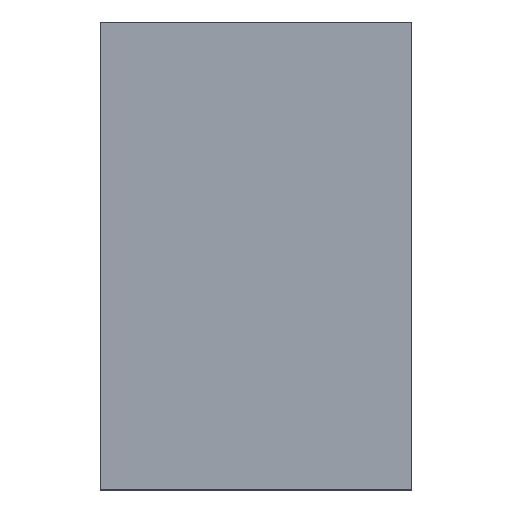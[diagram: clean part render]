
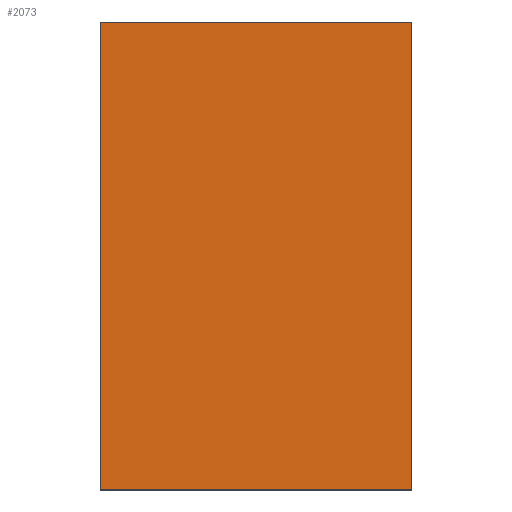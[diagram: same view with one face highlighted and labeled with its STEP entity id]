
A CAD part, top view. The second image highlights one B-rep face of the part: STEP entity #2073.
In plain terms, the highlighted face is planar.
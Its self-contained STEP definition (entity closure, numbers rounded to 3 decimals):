
#740=DIRECTION('',(0.,0.,1.));
#741=VECTOR('',#740,3.);
#742=CARTESIAN_POINT('',(-1.,0.75,-1.5));
#743=LINE('',#742,#741);
#747=DIRECTION('',(-1.,0.,0.));
#748=VECTOR('',#747,2.);
#749=CARTESIAN_POINT('',(1.,0.75,-1.5));
#750=LINE('',#749,#748);
#754=DIRECTION('',(0.,0.,-1.));
#755=VECTOR('',#754,3.);
#756=CARTESIAN_POINT('',(1.,0.75,1.5));
#757=LINE('',#756,#755);
#761=DIRECTION('',(1.,0.,0.));
#762=VECTOR('',#761,2.);
#763=CARTESIAN_POINT('',(-1.,0.75,1.5));
#764=LINE('',#763,#762);
#1504=CARTESIAN_POINT('',(-1.,0.75,-1.5));
#1505=CARTESIAN_POINT('',(-1.,0.75,1.5));
#1506=VERTEX_POINT('',#1504);
#1507=VERTEX_POINT('',#1505);
#1508=CARTESIAN_POINT('',(1.,0.75,1.5));
#1509=VERTEX_POINT('',#1508);
#1510=CARTESIAN_POINT('',(1.,0.75,-1.5));
#1511=VERTEX_POINT('',#1510);
#2062=CARTESIAN_POINT('',(0.,0.75,0.));
#2063=DIRECTION('',(0.,1.,0.));
#2064=DIRECTION('',(1.,0.,0.));
#2065=AXIS2_PLACEMENT_3D('',#2062,#2063,#2064);
#2066=PLANE('',#2065);
#2067=ORIENTED_EDGE('',*,*,#1904,.F.);
#2068=ORIENTED_EDGE('',*,*,#1954,.F.);
#2069=ORIENTED_EDGE('',*,*,#1988,.F.);
#2070=ORIENTED_EDGE('',*,*,#2036,.F.);
#2071=EDGE_LOOP('',(#2067,#2068,#2069,#2070));
#2072=FACE_OUTER_BOUND('',#2071,.F.);
#2073=ADVANCED_FACE('',(#2072),#2066,.T.);
#1904=EDGE_CURVE('',#1506,#1507,#743,.T.);
#1954=EDGE_CURVE('',#1511,#1506,#750,.T.);
#1988=EDGE_CURVE('',#1509,#1511,#757,.T.);
#2036=EDGE_CURVE('',#1507,#1509,#764,.T.);
